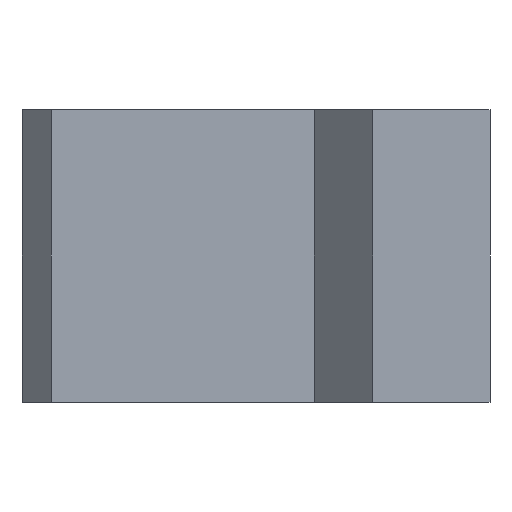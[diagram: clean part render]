
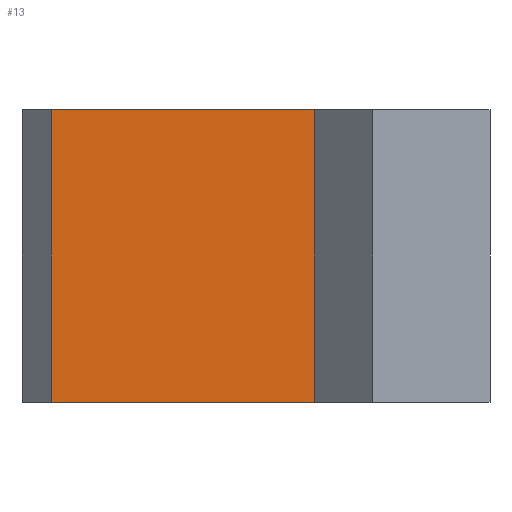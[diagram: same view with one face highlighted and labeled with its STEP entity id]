
A CAD part, front view. The second image highlights one B-rep face of the part: STEP entity #13.
In plain terms, the highlighted planar face has unit normal (0, -1, 0).
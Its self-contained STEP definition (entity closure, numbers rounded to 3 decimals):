
#5 = EDGE_CURVE ( 'NONE', #669, #497, #595, .T. ) ;
#13 = ADVANCED_FACE ( 'NONE', ( #693 ), #695, .T. ) ;
#56 = LINE ( 'NONE', #186, #644 ) ;
#66 = CARTESIAN_POINT ( 'NONE',  ( -2.689, -8.705, -50. ) ) ;
#71 = DIRECTION ( 'NONE',  ( 1., 0., 0. ) ) ;
#80 = DIRECTION ( 'NONE',  ( 1., 0., 0. ) ) ;
#121 = CARTESIAN_POINT ( 'NONE',  ( -47.689, -8.705, -50. ) ) ;
#126 = VECTOR ( 'NONE', #291, 1000. ) ;
#150 = EDGE_LOOP ( 'NONE', ( #601, #395, #454, #652 ) ) ;
#186 = CARTESIAN_POINT ( 'NONE',  ( -52.689, -8.705, -50. ) ) ;
#242 = DIRECTION ( 'NONE',  ( 0., 0., -1. ) ) ;
#257 = AXIS2_PLACEMENT_3D ( 'NONE', #357, #524, #71 ) ;
#291 = DIRECTION ( 'NONE',  ( 0., 0., 1. ) ) ;
#308 = EDGE_CURVE ( 'NONE', #432, #669, #56, .T. ) ;
#328 = VECTOR ( 'NONE', #416, 1000. ) ;
#357 = CARTESIAN_POINT ( 'NONE',  ( -52.689, -8.705, -50. ) ) ;
#366 = EDGE_CURVE ( 'NONE', #662, #432, #470, .T. ) ;
#395 = ORIENTED_EDGE ( 'NONE', *, *, #366, .T. ) ;
#416 = DIRECTION ( 'NONE',  ( 1., 0., 0. ) ) ;
#417 = EDGE_CURVE ( 'NONE', #662, #497, #622, .T. ) ;
#432 = VERTEX_POINT ( 'NONE', #651 ) ;
#454 = ORIENTED_EDGE ( 'NONE', *, *, #308, .T. ) ;
#470 = LINE ( 'NONE', #121, #635 ) ;
#482 = CARTESIAN_POINT ( 'NONE',  ( -2.689, -8.705, 0. ) ) ;
#497 = VERTEX_POINT ( 'NONE', #482 ) ;
#521 = CARTESIAN_POINT ( 'NONE',  ( -2.689, -8.705, 0. ) ) ;
#524 = DIRECTION ( 'NONE',  ( 0., -1., 0. ) ) ;
#564 = CARTESIAN_POINT ( 'NONE',  ( -47.689, -8.705, 0. ) ) ;
#595 = LINE ( 'NONE', #521, #126 ) ;
#601 = ORIENTED_EDGE ( 'NONE', *, *, #417, .F. ) ;
#622 = LINE ( 'NONE', #709, #328 ) ;
#635 = VECTOR ( 'NONE', #242, 1000. ) ;
#644 = VECTOR ( 'NONE', #80, 1000. ) ;
#651 = CARTESIAN_POINT ( 'NONE',  ( -47.689, -8.705, -50. ) ) ;
#652 = ORIENTED_EDGE ( 'NONE', *, *, #5, .T. ) ;
#662 = VERTEX_POINT ( 'NONE', #564 ) ;
#669 = VERTEX_POINT ( 'NONE', #66 ) ;
#693 = FACE_OUTER_BOUND ( 'NONE', #150, .T. ) ;
#695 = PLANE ( 'NONE',  #257 ) ;
#709 = CARTESIAN_POINT ( 'NONE',  ( -52.689, -8.705, 0. ) ) ;
